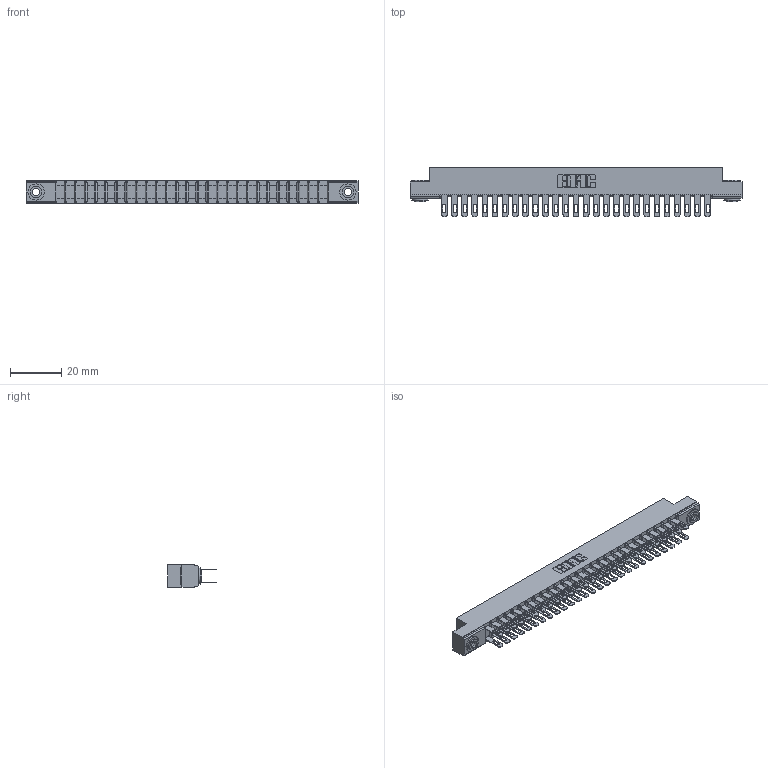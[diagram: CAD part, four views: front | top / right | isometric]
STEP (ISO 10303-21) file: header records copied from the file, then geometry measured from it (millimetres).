
FILE_DESCRIPTION (( 'STEP AP203' ), '1' );
FILE_NAME ('357-054-500-203.STEP', '2019-09-19T03:45:36', ( '' ), ( '' ), 'SwSTEP 2.0', 'SolidWorks 2016', '' );
FILE_SCHEMA (( 'CONFIG_CONTROL_DESIGN' ));
Length unit declared in the file: inch
Products named in the file (4): 307-290-001_500; 307 Part_.156 Dia Mounting Holes; 345-250-002_345-250-002-102; 357-054-500-203
Assembly tree (57 placements, depth 2):
  357-054-500-203
    307 Part_.156 Dia Mounting Holes
    307-290-001_500  x54
    345-250-002_345-250-002-102  x2
Bounding box: 130 x 19.18 x 8.71 mm (x, y, z)
Volume: 8658.7 mm3; surface area: 16659.7 mm2
Topology: 57 solids, 57 shells, 2682 faces, 7455 edges, 4818 vertices
Faces by surface type: plane 1714, cylinder 904, sphere 56, cone 8
Entity records: 26899 total; most frequent: CARTESIAN_POINT 4384, ORIENTED_EDGE 4334, DIRECTION 4317, EDGE_CURVE 2167, LINE 1647, VECTOR 1647, VERTEX_POINT 1402, AXIS2_PLACEMENT_3D 1335
